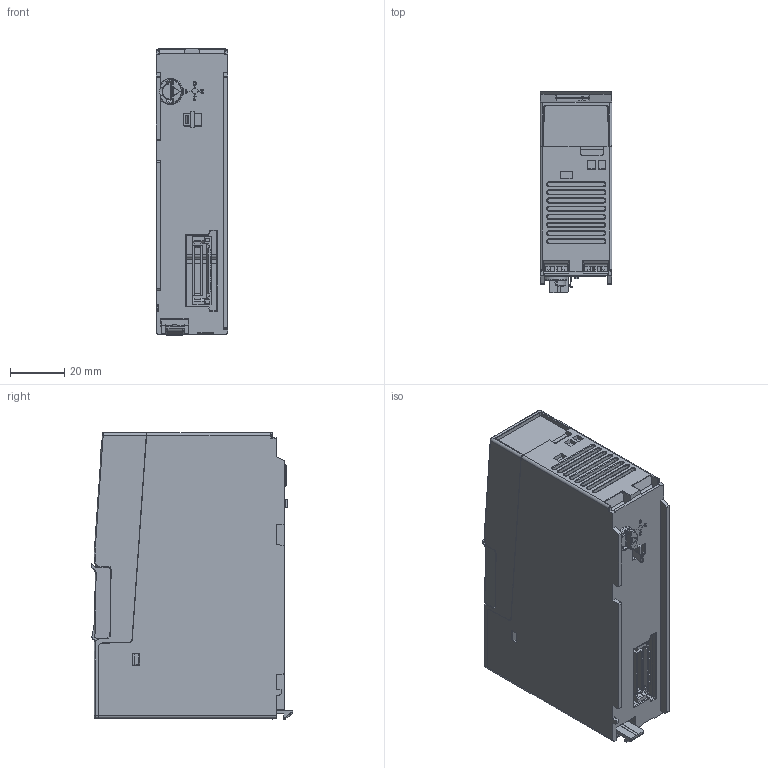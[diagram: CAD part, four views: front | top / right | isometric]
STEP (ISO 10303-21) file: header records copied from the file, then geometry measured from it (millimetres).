
FILE_DESCRIPTION((''),'2;1');
FILE_NAME('HEADERPART1','2025-01-03T14:20:35',('athul.vasudevan'),(''),'CREO PARAMETRIC BY PTC INC, 2023352','CREO PARAMETRIC BY PTC INC, 2023352','');
FILE_SCHEMA(('CONFIG_CONTROL_DESIGN'));
Length unit declared in the file: metre
Products named in the file (1): HEADERPART1
Bounding box: 26.4 x 74.03 x 105.3 mm (x, y, z)
Surface area: 36473.5 mm2 (no closed solid volume)
Topology: 0 solids, 21 shells, 1066 faces, 3983 edges, 2861 vertices
Faces by surface type: plane 621, cylinder 238, torus 67, bspline 65, cone 52, extrusion 22, sphere 1
Entity records: 47271 total; most frequent: CARTESIAN_POINT 15251, ORIENTED_EDGE 6518, DIRECTION 5892, EDGE_CURVE 3981, VERTEX_POINT 2861, VECTOR 2648, LINE 2626, AXIS2_PLACEMENT_3D 1622
